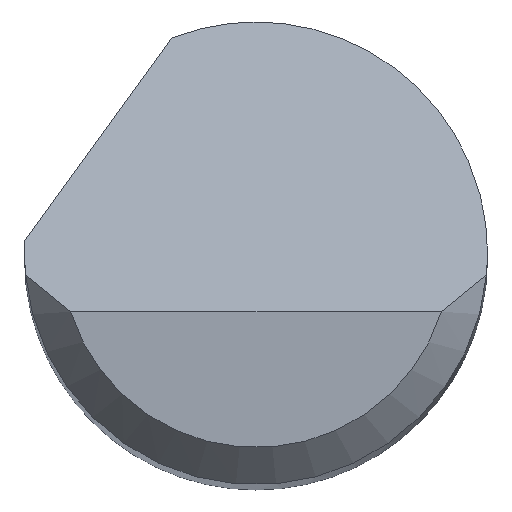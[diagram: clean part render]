
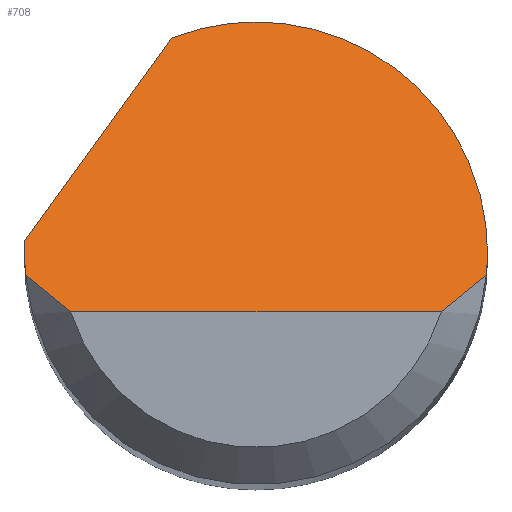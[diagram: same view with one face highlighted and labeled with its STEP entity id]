
A CAD part, top view. The second image highlights one B-rep face of the part: STEP entity #708.
In plain terms, the highlighted planar face has unit normal (0, 0.707, 0.707).
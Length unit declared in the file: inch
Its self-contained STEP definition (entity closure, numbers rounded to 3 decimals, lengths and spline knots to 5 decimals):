
#10 = VERTEX_POINT ( 'NONE', #730 ) ;
#30 = PLANE ( 'NONE',  #807 ) ;
#35 = DIRECTION ( 'NONE',  ( 1., 0., 0. ) ) ;
#60 = CARTESIAN_POINT ( 'NONE',  ( -0.09375, -0.00292, 1.97917 ) ) ;
#71 = EDGE_CURVE ( 'NONE', #262, #219, #85, .T. ) ;
#85 =( BOUNDED_CURVE ( )  B_SPLINE_CURVE ( 3, ( #269, #336, #60, #538 ),
 .UNSPECIFIED., .F., .T. ) 
 B_SPLINE_CURVE_WITH_KNOTS ( ( 4, 4 ),
 ( 4.61892, 4.71239 ),
 .UNSPECIFIED. ) 
 CURVE ( )  GEOMETRIC_REPRESENTATION_ITEM ( )  RATIONAL_B_SPLINE_CURVE ( ( 1., 0.999, 0.999, 1. ) ) 
 REPRESENTATION_ITEM ( '' )  );
#117 = FACE_OUTER_BOUND ( 'NONE', #368, .T. ) ;
#119 = ORIENTED_EDGE ( 'NONE', *, *, #505, .F. ) ;
#145 = CARTESIAN_POINT ( 'NONE',  ( -0.07508, -0.02375, 2. ) ) ;
#158 = B_SPLINE_CURVE_WITH_KNOTS ( 'NONE', 3,
 ( #208, #759, #212, #145 ),
 .UNSPECIFIED., .F., .F.,
 ( 4, 4 ),
 ( 0., 0.00071 ),
 .UNSPECIFIED. ) ;
#159 = EDGE_CURVE ( 'NONE', #172, #428, #693, .T. ) ;
#162 = CARTESIAN_POINT ( 'NONE',  ( -0.09375, 0., 1.97625 ) ) ;
#164 = EDGE_CURVE ( 'NONE', #333, #428, #704, .T. ) ;
#172 = VERTEX_POINT ( 'NONE', #341 ) ;
#181 = CARTESIAN_POINT ( 'NONE',  ( 0.07508, -0.02375, 2. ) ) ;
#204 = CARTESIAN_POINT ( 'NONE',  ( -0.09362, 0.005, 1.97125 ) ) ;
#208 = CARTESIAN_POINT ( 'NONE',  ( -0.09334, -0.00875, 1.985 ) ) ;
#212 = CARTESIAN_POINT ( 'NONE',  ( -0.08157, -0.019, 1.99525 ) ) ;
#219 = VERTEX_POINT ( 'NONE', #162 ) ;
#237 = DIRECTION ( 'NONE',  ( 0., 0.707, -0.707 ) ) ;
#262 = VERTEX_POINT ( 'NONE', #561 ) ;
#268 = CARTESIAN_POINT ( 'NONE',  ( -0.09371, 0.00333, 1.97292 ) ) ;
#269 = CARTESIAN_POINT ( 'NONE',  ( -0.09334, -0.00875, 1.985 ) ) ;
#278 =( BOUNDED_CURVE ( )  B_SPLINE_CURVE ( 3, ( #402, #674, #268, #204 ),
 .UNSPECIFIED., .F., .F. ) 
 B_SPLINE_CURVE_WITH_KNOTS ( ( 4, 4 ),
 ( 4.71239, 4.76575 ),
 .UNSPECIFIED. ) 
 CURVE ( )  GEOMETRIC_REPRESENTATION_ITEM ( )  RATIONAL_B_SPLINE_CURVE ( ( 1., 1., 1., 1. ) ) 
 REPRESENTATION_ITEM ( '' )  );
#283 = CARTESIAN_POINT ( 'NONE',  ( -0.03394, 0.08739, 1.88886 ) ) ;
#300 = CARTESIAN_POINT ( 'NONE',  ( 0.03379, 0.11369, 1.86256 ) ) ;
#302 = CARTESIAN_POINT ( 'NONE',  ( 0.09375, 0.07266, 1.90359 ) ) ;
#305 = VERTEX_POINT ( 'NONE', #626 ) ;
#312 = LINE ( 'NONE', #374, #475 ) ;
#333 = VERTEX_POINT ( 'NONE', #181 ) ;
#336 = CARTESIAN_POINT ( 'NONE',  ( -0.09361, -0.00584, 1.98209 ) ) ;
#341 = CARTESIAN_POINT ( 'NONE',  ( 0.09375, 0., 1.97625 ) ) ;
#356 = ORIENTED_EDGE ( 'NONE', *, *, #164, .T. ) ;
#368 = EDGE_LOOP ( 'NONE', ( #650, #356, #583, #856, #595, #119, #638, #869 ) ) ;
#374 = CARTESIAN_POINT ( 'NONE',  ( 0., -0.02375, 2. ) ) ;
#376 = DIRECTION ( 'NONE',  ( 0.456, 0.629, -0.629 ) ) ;
#377 = EDGE_CURVE ( 'NONE', #588, #172, #876, .T. ) ;
#395 = CARTESIAN_POINT ( 'NONE',  ( 0.09334, -0.00875, 1.985 ) ) ;
#397 = EDGE_CURVE ( 'NONE', #305, #588, #643, .T. ) ;
#402 = CARTESIAN_POINT ( 'NONE',  ( -0.09375, 0., 1.97625 ) ) ;
#405 = CARTESIAN_POINT ( 'NONE',  ( 0.09375, 0., 1.97625 ) ) ;
#428 = VERTEX_POINT ( 'NONE', #395 ) ;
#468 = CARTESIAN_POINT ( 'NONE',  ( 0.09361, -0.00584, 1.98209 ) ) ;
#471 = CARTESIAN_POINT ( 'NONE',  ( 0.09334, -0.00875, 1.985 ) ) ;
#475 = VECTOR ( 'NONE', #35, 39.37008 ) ;
#482 = CARTESIAN_POINT ( 'NONE',  ( 0.09375, -0.00292, 1.97917 ) ) ;
#505 = EDGE_CURVE ( 'NONE', #219, #305, #278, .T. ) ;
#519 = VECTOR ( 'NONE', #376, 39.37008 ) ;
#522 = DIRECTION ( 'NONE',  ( 0., -0.707, -0.707 ) ) ;
#535 = EDGE_CURVE ( 'NONE', #262, #10, #158, .T. ) ;
#538 = CARTESIAN_POINT ( 'NONE',  ( -0.09375, 0., 1.97625 ) ) ;
#561 = CARTESIAN_POINT ( 'NONE',  ( -0.09334, -0.00875, 1.985 ) ) ;
#583 = ORIENTED_EDGE ( 'NONE', *, *, #159, .F. ) ;
#588 = VERTEX_POINT ( 'NONE', #283 ) ;
#593 = CARTESIAN_POINT ( 'NONE',  ( 0.09375, 0., 1.97625 ) ) ;
#595 = ORIENTED_EDGE ( 'NONE', *, *, #397, .F. ) ;
#597 = CARTESIAN_POINT ( 'NONE',  ( -0.03394, 0.08739, 1.88886 ) ) ;
#626 = CARTESIAN_POINT ( 'NONE',  ( -0.09362, 0.005, 1.97125 ) ) ;
#638 = ORIENTED_EDGE ( 'NONE', *, *, #71, .F. ) ;
#643 = LINE ( 'NONE', #792, #519 ) ;
#650 = ORIENTED_EDGE ( 'NONE', *, *, #724, .T. ) ;
#667 = CARTESIAN_POINT ( 'NONE',  ( 0.07508, -0.02375, 2. ) ) ;
#674 = CARTESIAN_POINT ( 'NONE',  ( -0.09375, 0.00167, 1.97458 ) ) ;
#675 = CARTESIAN_POINT ( 'NONE',  ( 0.09334, -0.00875, 1.985 ) ) ;
#693 =( BOUNDED_CURVE ( )  B_SPLINE_CURVE ( 3, ( #405, #482, #468, #675 ),
 .UNSPECIFIED., .F., .T. ) 
 B_SPLINE_CURVE_WITH_KNOTS ( ( 4, 4 ),
 ( 1.5708, 1.66427 ),
 .UNSPECIFIED. ) 
 CURVE ( )  GEOMETRIC_REPRESENTATION_ITEM ( )  RATIONAL_B_SPLINE_CURVE ( ( 1., 0.999, 0.999, 1. ) ) 
 REPRESENTATION_ITEM ( '' )  );
#704 = B_SPLINE_CURVE_WITH_KNOTS ( 'NONE', 3,
 ( #667, #881, #888, #471 ),
 .UNSPECIFIED., .F., .F.,
 ( 4, 4 ),
 ( 0., 0.00071 ),
 .UNSPECIFIED. ) ;
#708 = ADVANCED_FACE ( 'NONE', ( #117 ), #30, .F. ) ;
#724 = EDGE_CURVE ( 'NONE', #10, #333, #312, .T. ) ;
#726 = CARTESIAN_POINT ( 'NONE',  ( -0.09375, -0.02375, 2. ) ) ;
#730 = CARTESIAN_POINT ( 'NONE',  ( -0.07508, -0.02375, 2. ) ) ;
#759 = CARTESIAN_POINT ( 'NONE',  ( -0.08761, -0.01397, 1.99022 ) ) ;
#792 = CARTESIAN_POINT ( 'NONE',  ( -0.11014, -0.01781, 1.99406 ) ) ;
#807 = AXIS2_PLACEMENT_3D ( 'NONE', #726, #522, #237 ) ;
#856 = ORIENTED_EDGE ( 'NONE', *, *, #377, .F. ) ;
#869 = ORIENTED_EDGE ( 'NONE', *, *, #535, .T. ) ;
#876 =( BOUNDED_CURVE ( )  B_SPLINE_CURVE ( 3, ( #597, #300, #302, #593 ),
 .UNSPECIFIED., .F., .T. ) 
 B_SPLINE_CURVE_WITH_KNOTS ( ( 4, 4 ),
 ( 5.91277, 7.85398 ),
 .UNSPECIFIED. ) 
 CURVE ( )  GEOMETRIC_REPRESENTATION_ITEM ( )  RATIONAL_B_SPLINE_CURVE ( ( 1., 0.71, 0.71, 1. ) ) 
 REPRESENTATION_ITEM ( '' )  );
#881 = CARTESIAN_POINT ( 'NONE',  ( 0.08157, -0.019, 1.99525 ) ) ;
#888 = CARTESIAN_POINT ( 'NONE',  ( 0.08761, -0.01397, 1.99022 ) ) ;
